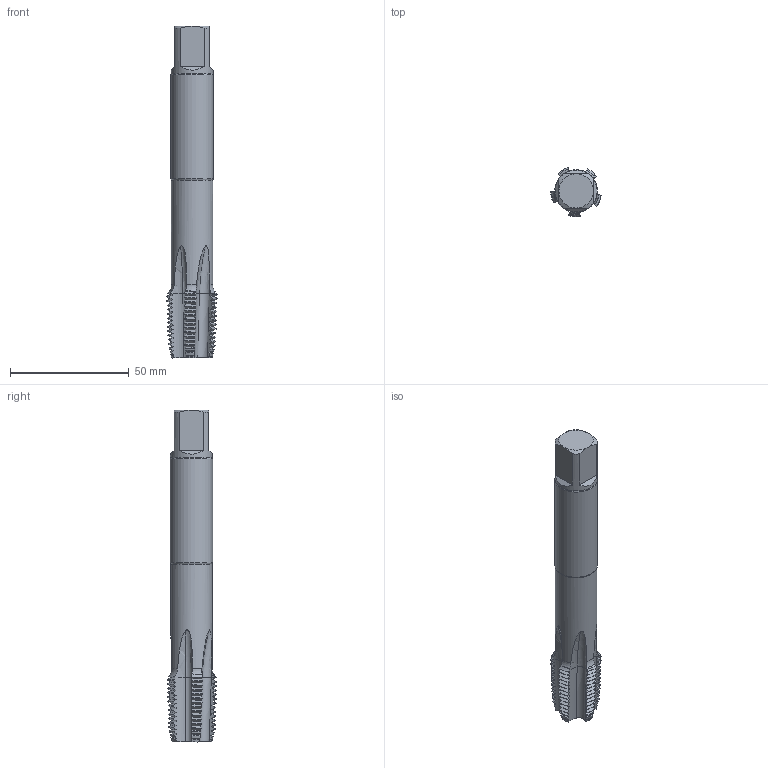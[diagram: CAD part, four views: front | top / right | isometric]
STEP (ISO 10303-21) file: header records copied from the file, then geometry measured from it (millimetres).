
FILE_DESCRIPTION(/* description */ (''),/* implementation_level */ '2;1');
FILE_NAME(/* name */ 'T30-SU47C05-1_2-14-R_Detailed.stp',/* time_stamp */ '2024-09-10T12:47:52+02:00',/* author */ (''),/* organization */ (''),/* preprocessor_version */ 'ST-DEVELOPER v18.102',/* originating_system */ 'SIEMENS PLM Software NX2206.8101',/* authorisation */ '');
FILE_SCHEMA (('AUTOMOTIVE_DESIGN { 1 0 10303 214 3 1 1 1 }'));
Length unit declared in the file: millimetre
Products named in the file (1): T30-SU47C05-1_2-14-R_Detailed_objects
Bounding box: 21.29 x 20.87 x 140 mm (x, y, z)
Volume: 31051.2 mm3; surface area: 9637.4 mm2
Topology: 2 solids, 2 shells, 387 faces, 1147 edges, 768 vertices
Faces by surface type: cone 209, torus 99, cylinder 62, plane 17
Full cylindrical faces by diameter (mm): 17.5 x1, 17.7 x1, 18 x1
Entity records: 17987 total; most frequent: CARTESIAN_POINT 9475, ORIENTED_EDGE 2278, EDGE_CURVE 1139, DIRECTION 1025, B_SPLINE_CURVE_WITH_KNOTS 1005, VERTEX_POINT 761, AXIS2_PLACEMENT_3D 499, EDGE_LOOP 392
